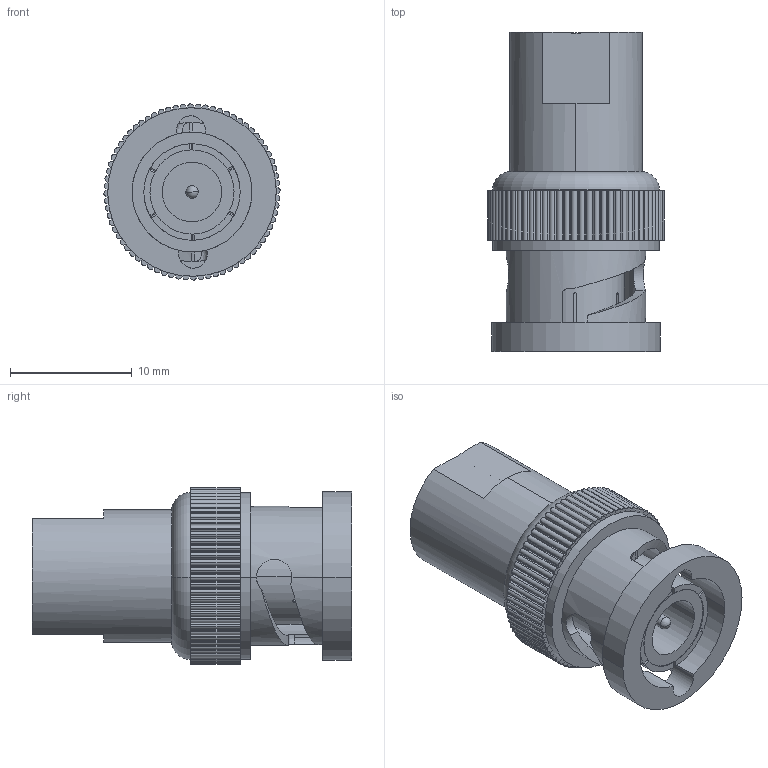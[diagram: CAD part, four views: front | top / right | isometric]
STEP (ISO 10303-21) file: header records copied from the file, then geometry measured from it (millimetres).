
FILE_DESCRIPTION (( 'STEP AP203' ), '1' );
FILE_NAME ('BA8005.STEP', '2006-06-23T18:20:56', ( 'lcom' ), ( 'lcom' ), 'SwSTEP 2.0', 'SolidWorks 2006004', '' );
FILE_SCHEMA (( 'CONFIG_CONTROL_DESIGN' ));
Length unit declared in the file: inch
Products named in the file (3): BA8005-MA2; BA8005; BA8005-MA1_with flange
Assembly tree (2 placements, depth 2):
  BA8005
    BA8005-MA1_with flange
    BA8005-MA2
Bounding box: 14.48 x 26.21 x 14.48 mm (x, y, z)
Volume: 1927.3 mm3; surface area: 2946.2 mm2
Topology: 2 solids, 2 shells, 392 faces, 1092 edges, 709 vertices
Faces by surface type: plane 184, cylinder 158, cone 38, bspline 8, torus 2, sphere 2
Entity records: 13937 total; most frequent: CARTESIAN_POINT 3482, ORIENTED_EDGE 2176, DIRECTION 2114, EDGE_CURVE 1088, AXIS2_PLACEMENT_3D 715, VERTEX_POINT 707, VECTOR 684, LINE 684
